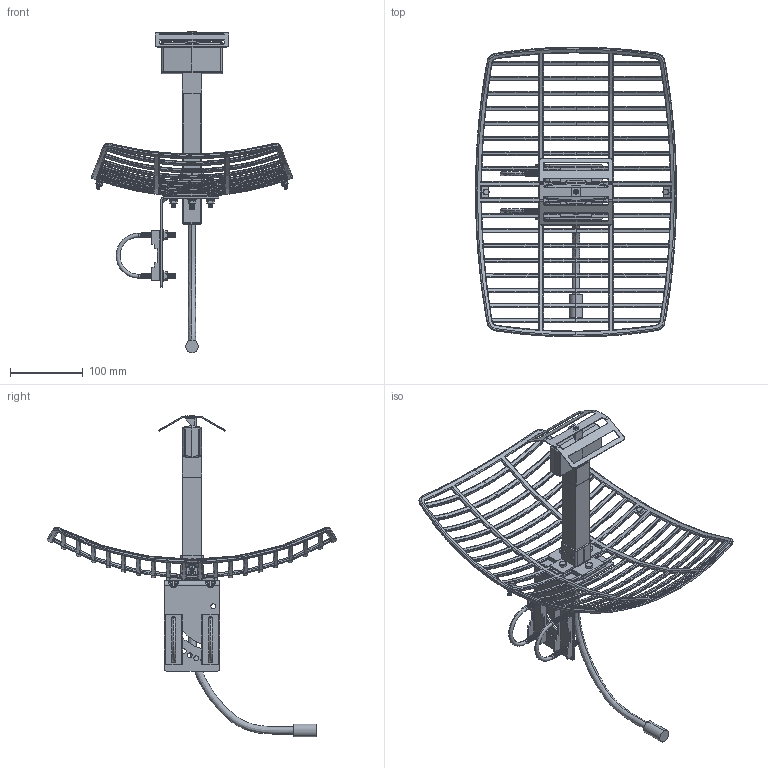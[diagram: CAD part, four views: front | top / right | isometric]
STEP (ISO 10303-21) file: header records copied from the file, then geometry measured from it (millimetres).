
FILE_DESCRIPTION (( 'STEP AP214' ), '1' );
FILE_NAME ('HG2415EG.STEP', '2012-11-08T21:59:33', ( '' ), ( '' ), 'SwSTEP 2.0', 'SolidWorks 2012', '' );
FILE_SCHEMA (( 'AUTOMOTIVE_DESIGN' ));
Length unit declared in the file: inch
Products named in the file (12): M5-0.8x15mm; HGX-PMT07; XA-FH2424G-XX; Grid-2_LockWasher; Grid-2_hexnut; Grid-2_FlatWasher; .25-20x1.0 Bolt-hex; HG2415G_Swivel-L-Bracket; XA-FH2415G_F-Horn; Grid-2; HG2415EG; M5_LockW_W_ and Hex
Assembly tree (26 placements, depth 2):
  HG2415EG
    Grid-2
    XA-FH2415G_F-Horn
    HG2415G_Swivel-L-Bracket
    .25-20x1.0 Bolt-hex  x4
    Grid-2_FlatWasher  x4
    Grid-2_hexnut  x4
    Grid-2_LockWasher  x4
    XA-FH2424G-XX
    HGX-PMT07  x2
    M5-0.8x15mm  x2
    M5_LockW_W_ and Hex  x2
Bounding box: 276.03 x 398.06 x 441.85 mm (x, y, z)
Volume: 398158.1 mm3; surface area: 275150.2 mm2
Topology: 31 solids, 32 shells, 3036 faces, 7588 edges, 4516 vertices
Faces by surface type: cone 1336, plane 672, bspline 572, cylinder 302, torus 146, sphere 8
Entity records: 103933 total; most frequent: CARTESIAN_POINT 35044, ORIENTED_EDGE 10624, DIRECTION 7981, EDGE_CURVE 5312, VERTEX_POINT 3300, AXIS2_PLACEMENT_3D 3161, EDGE_LOOP 2072, FACE_OUTER_BOUND 1958
